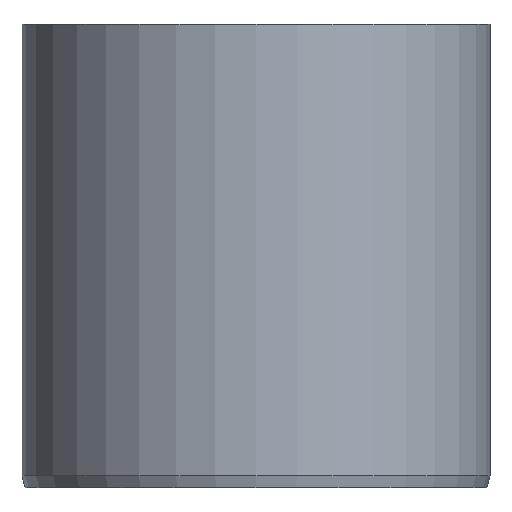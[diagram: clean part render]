
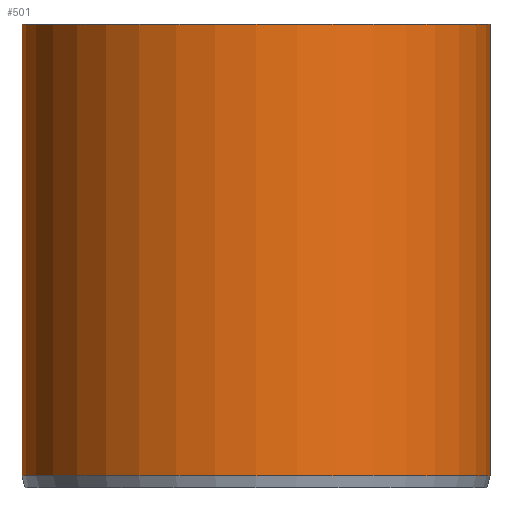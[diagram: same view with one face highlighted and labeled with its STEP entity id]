
A CAD part, front view. The second image highlights one B-rep face of the part: STEP entity #501.
In plain terms, the highlighted cylindrical face has radius 10 mm (diameter 20 mm), a partial arc.
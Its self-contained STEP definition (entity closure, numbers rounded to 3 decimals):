
#8 = DIRECTION ( 'NONE',  ( 0., 0., -1. ) ) ;
#9 = VECTOR ( 'NONE', #303, 1000. ) ;
#32 = DIRECTION ( 'NONE',  ( 1., 0., 0. ) ) ;
#38 = CARTESIAN_POINT ( 'NONE',  ( 10., 0., 19.8 ) ) ;
#59 = FACE_OUTER_BOUND ( 'NONE', #507, .T. ) ;
#88 = DIRECTION ( 'NONE',  ( 0., 0., -1. ) ) ;
#89 = AXIS2_PLACEMENT_3D ( 'NONE', #289, #288, #457 ) ;
#110 = CIRCLE ( 'NONE', #89, 10. ) ;
#112 = VERTEX_POINT ( 'NONE', #287 ) ;
#139 = EDGE_CURVE ( 'NONE', #112, #424, #110, .T. ) ;
#149 = CARTESIAN_POINT ( 'NONE',  ( -10., 0., 19.8 ) ) ;
#152 = DIRECTION ( 'NONE',  ( 0., 0., 1. ) ) ;
#168 = ORIENTED_EDGE ( 'NONE', *, *, #318, .T. ) ;
#185 = AXIS2_PLACEMENT_3D ( 'NONE', #458, #152, #32 ) ;
#196 = CARTESIAN_POINT ( 'NONE',  ( -10., 0., 0.5 ) ) ;
#231 = VERTEX_POINT ( 'NONE', #410 ) ;
#259 = EDGE_CURVE ( 'NONE', #413, #231, #272, .T. ) ;
#265 = CARTESIAN_POINT ( 'NONE',  ( 0., 0., 19.8 ) ) ;
#272 = CIRCLE ( 'NONE', #185, 10. ) ;
#280 = ORIENTED_EDGE ( 'NONE', *, *, #471, .F. ) ;
#286 = ORIENTED_EDGE ( 'NONE', *, *, #259, .T. ) ;
#287 = CARTESIAN_POINT ( 'NONE',  ( -10., 0., 19.8 ) ) ;
#288 = DIRECTION ( 'NONE',  ( 0., 0., 1. ) ) ;
#289 = CARTESIAN_POINT ( 'NONE',  ( 0., 0., 19.8 ) ) ;
#303 = DIRECTION ( 'NONE',  ( 0., 0., -1. ) ) ;
#318 = EDGE_CURVE ( 'NONE', #112, #413, #428, .T. ) ;
#352 = DIRECTION ( 'NONE',  ( -1., 0., 0. ) ) ;
#358 = VECTOR ( 'NONE', #88, 1000. ) ;
#365 = ORIENTED_EDGE ( 'NONE', *, *, #139, .F. ) ;
#375 = AXIS2_PLACEMENT_3D ( 'NONE', #265, #8, #352 ) ;
#392 = CYLINDRICAL_SURFACE ( 'NONE', #375, 10. ) ;
#410 = CARTESIAN_POINT ( 'NONE',  ( 10., 0., 0.5 ) ) ;
#413 = VERTEX_POINT ( 'NONE', #196 ) ;
#424 = VERTEX_POINT ( 'NONE', #467 ) ;
#428 = LINE ( 'NONE', #149, #9 ) ;
#457 = DIRECTION ( 'NONE',  ( 1., 0., 0. ) ) ;
#458 = CARTESIAN_POINT ( 'NONE',  ( 0., 0., 0.5 ) ) ;
#467 = CARTESIAN_POINT ( 'NONE',  ( 10., 0., 19.8 ) ) ;
#471 = EDGE_CURVE ( 'NONE', #424, #231, #506, .T. ) ;
#501 = ADVANCED_FACE ( 'NONE', ( #59 ), #392, .T. ) ;
#506 = LINE ( 'NONE', #38, #358 ) ;
#507 = EDGE_LOOP ( 'NONE', ( #280, #365, #168, #286 ) ) ;
